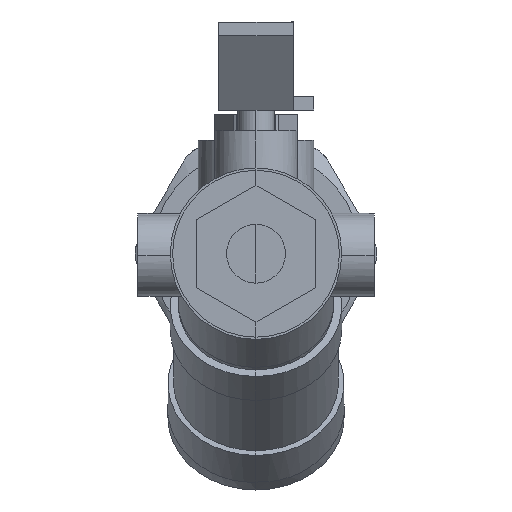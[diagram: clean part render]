
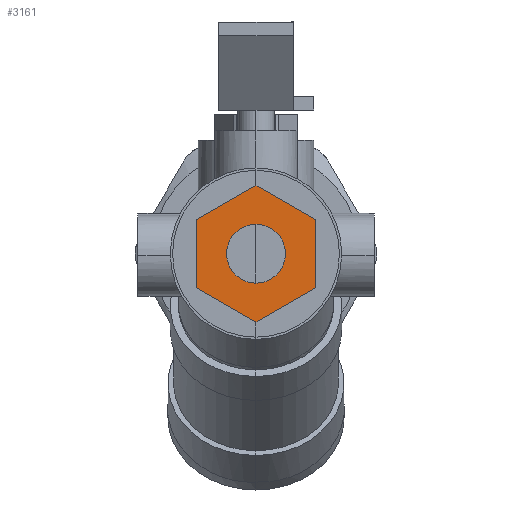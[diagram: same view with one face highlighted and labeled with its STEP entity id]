
A CAD part, left-side view. The second image highlights one B-rep face of the part: STEP entity #3161.
In plain terms, the highlighted planar face has unit normal (-1, 0, 0).
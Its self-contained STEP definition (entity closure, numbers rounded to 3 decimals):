
#46=FACE_BOUND($,#510,.T.);
#174=PLANE($,#3424);
#314=FACE_OUTER_BOUND($,#509,.T.);
#509=EDGE_LOOP($,(#2525,#2526,#2527,#2528,#2529,#2530));
#510=EDGE_LOOP($,(#2531,#2532));
#739=CIRCLE($,#3306,6.35);
#741=CIRCLE($,#3309,6.35);
#964=LINE($,#5218,#1206);
#968=LINE($,#5226,#1210);
#971=LINE($,#5232,#1213);
#974=LINE($,#5238,#1216);
#977=LINE($,#5244,#1219);
#980=LINE($,#5249,#1222);
#1206=VECTOR($,#4010,14.722);
#1210=VECTOR($,#4016,14.722);
#1213=VECTOR($,#4021,14.722);
#1216=VECTOR($,#4026,14.722);
#1219=VECTOR($,#4031,14.722);
#1222=VECTOR($,#4036,14.722);
#1380=VERTEX_POINT($,#4817);
#1381=VERTEX_POINT($,#4819);
#1484=VERTEX_POINT($,#5216);
#1485=VERTEX_POINT($,#5217);
#1488=VERTEX_POINT($,#5225);
#1490=VERTEX_POINT($,#5231);
#1492=VERTEX_POINT($,#5237);
#1494=VERTEX_POINT($,#5243);
#1696=EDGE_CURVE($,#1381,#1380,#739,.T.);
#1699=EDGE_CURVE($,#1380,#1381,#741,.T.);
#1852=EDGE_CURVE($,#1484,#1485,#964,.T.);
#1856=EDGE_CURVE($,#1485,#1488,#968,.T.);
#1859=EDGE_CURVE($,#1488,#1490,#971,.T.);
#1862=EDGE_CURVE($,#1490,#1492,#974,.T.);
#1865=EDGE_CURVE($,#1492,#1494,#977,.T.);
#1868=EDGE_CURVE($,#1494,#1484,#980,.T.);
#2525=ORIENTED_EDGE($,*,*,#1852,.T.);
#2526=ORIENTED_EDGE($,*,*,#1856,.T.);
#2527=ORIENTED_EDGE($,*,*,#1859,.T.);
#2528=ORIENTED_EDGE($,*,*,#1862,.T.);
#2529=ORIENTED_EDGE($,*,*,#1865,.T.);
#2530=ORIENTED_EDGE($,*,*,#1868,.T.);
#2531=ORIENTED_EDGE($,*,*,#1699,.T.);
#2532=ORIENTED_EDGE($,*,*,#1696,.T.);
#3161=ADVANCED_FACE($,(#314,#46),#174,.T.);
#3306=AXIS2_PLACEMENT_3D($,#4820,#3693,#3694);
#3309=AXIS2_PLACEMENT_3D($,#4824,#3700,#3701);
#3424=AXIS2_PLACEMENT_3D($,#5251,#4038,#4039);
#3693=DIRECTION('center_axis',(1.,0.,0.));
#3694=DIRECTION('ref_axis',(0.,0.,1.));
#3700=DIRECTION('center_axis',(1.,0.,0.));
#3701=DIRECTION('ref_axis',(0.,0.,1.));
#4010=DIRECTION($,(0.,-0.866,0.5));
#4016=DIRECTION($,(0.,0.,1.));
#4021=DIRECTION($,(0.,0.866,0.5));
#4026=DIRECTION($,(0.,0.866,-0.5));
#4031=DIRECTION($,(0.,0.,-1.));
#4036=DIRECTION($,(0.,-0.866,-0.5));
#4038=DIRECTION('center_axis',(-1.,0.,0.));
#4039=DIRECTION('ref_axis',(0.,-0.866,-0.5));
#4817=CARTESIAN_POINT('',(-49.361,0.,-6.35));
#4819=CARTESIAN_POINT('',(-49.361,0.,6.35));
#4820=CARTESIAN_POINT('Origin',(-49.361,0.,
0.));
#4824=CARTESIAN_POINT('Origin',(-49.361,0.,
0.));
#5216=CARTESIAN_POINT('',(-49.361,0.,-14.722));
#5217=CARTESIAN_POINT('',(-49.361,-12.75,-7.361));
#5218=CARTESIAN_POINT($,(-49.361,0.,-14.722));
#5225=CARTESIAN_POINT('',(-49.361,-12.75,7.361));
#5226=CARTESIAN_POINT($,(-49.361,-12.75,-7.361));
#5231=CARTESIAN_POINT('',(-49.361,0.,14.722));
#5232=CARTESIAN_POINT($,(-49.361,-12.75,7.361));
#5237=CARTESIAN_POINT('',(-49.361,12.75,7.361));
#5238=CARTESIAN_POINT($,(-49.361,0.,14.722));
#5243=CARTESIAN_POINT('',(-49.361,12.75,-7.361));
#5244=CARTESIAN_POINT($,(-49.361,12.75,7.361));
#5249=CARTESIAN_POINT($,(-49.361,12.75,-7.361));
#5251=CARTESIAN_POINT('Origin',(-49.361,0.,
-14.722));
